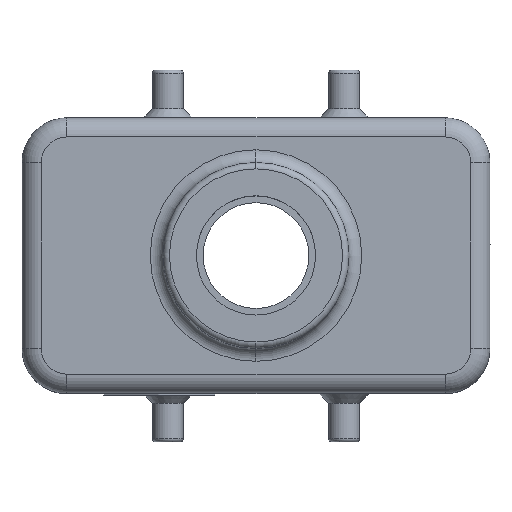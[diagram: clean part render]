
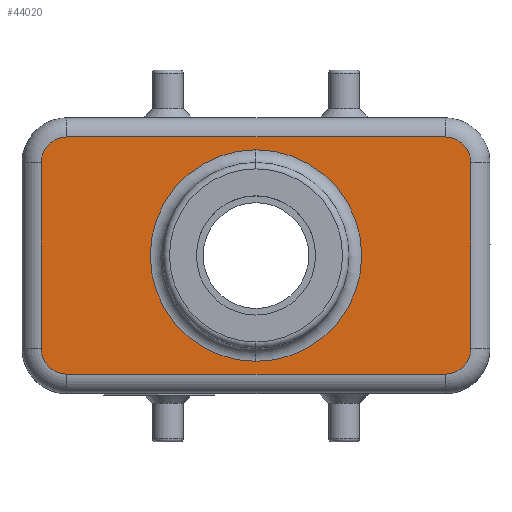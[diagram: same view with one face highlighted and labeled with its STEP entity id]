
A CAD part, top view. The second image highlights one B-rep face of the part: STEP entity #44020.
In plain terms, the highlighted planar face has unit normal (0, 0, 1).
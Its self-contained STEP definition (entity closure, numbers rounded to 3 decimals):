
#1050=CARTESIAN_POINT('',(-29.5,-18.5,45.));
#1060=VERTEX_POINT('',#1050);
#1110=CARTESIAN_POINT('',(0.,-18.5,45.));
#1120=DIRECTION('',(1.,0.,0.));
#1130=VECTOR('',#1120,1.);
#1140=LINE('',#1110,#1130);
#1150=CARTESIAN_POINT('',(29.5,-18.5,45.));
#1160=VERTEX_POINT('',#1150);
#1170=EDGE_CURVE('',#1060,#1160,#1140,.T.);
#10010=CARTESIAN_POINT('',(-29.5,18.5,45.));
#10020=VERTEX_POINT('',#10010);
#10050=CARTESIAN_POINT('',(-29.5,14.5,45.));
#10060=DIRECTION('',(0.,0.,-1.));
#10070=DIRECTION('',(1.,0.,0.));
#10080=AXIS2_PLACEMENT_3D('',#10050,#10060,#10070);
#10090=CIRCLE('',#10080,4.);
#10100=CARTESIAN_POINT('',(-33.5,14.5,45.));
#10110=VERTEX_POINT('',#10100);
#10120=EDGE_CURVE('',#10110,#10020,#10090,.T.);
#14360=CARTESIAN_POINT('',(33.5,-14.5,45.));
#14370=VERTEX_POINT('',#14360);
#14480=CARTESIAN_POINT('',(29.5,-14.5,45.));
#14490=DIRECTION('',(0.,0.,-1.));
#14500=DIRECTION('',(-1.,0.,0.));
#14510=AXIS2_PLACEMENT_3D('',#14480,#14490,#14500);
#14520=CIRCLE('',#14510,4.);
#14530=EDGE_CURVE('',#14370,#1160,#14520,.T.);
#17030=CARTESIAN_POINT('',(33.5,0.,45.));
#17040=DIRECTION('',(0.,-1.,0.));
#17050=VECTOR('',#17040,1.);
#17060=LINE('',#17030,#17050);
#17070=CARTESIAN_POINT('',(33.5,14.5,45.));
#17080=VERTEX_POINT('',#17070);
#17090=EDGE_CURVE('',#17080,#14370,#17060,.T.);
#20980=CARTESIAN_POINT('',(-33.5,-14.5,45.));
#20990=VERTEX_POINT('',#20980);
#21020=CARTESIAN_POINT('',(-29.5,-14.5,45.));
#21030=DIRECTION('',(0.,0.,1.));
#21040=DIRECTION('',(1.,0.,0.));
#21050=AXIS2_PLACEMENT_3D('',#21020,#21030,#21040);
#21060=CIRCLE('',#21050,4.);
#21070=EDGE_CURVE('',#20990,#1060,#21060,.T.);
#22270=CARTESIAN_POINT('',(-33.5,0.,45.));
#22280=DIRECTION('',(0.,-1.,0.));
#22290=VECTOR('',#22280,1.);
#22300=LINE('',#22270,#22290);
#22310=EDGE_CURVE('',#10110,#20990,#22300,.T.);
#36440=CARTESIAN_POINT('',(0.,0.,45.));
#36450=DIRECTION('',(0.,0.,-1.));
#36460=DIRECTION('',(0.,-1.,0.));
#36470=AXIS2_PLACEMENT_3D('',#36440,#36450,#36460);
#36480=CIRCLE('',#36470,16.5);
#36490=CARTESIAN_POINT('',(-16.5,0.,45.));
#36500=VERTEX_POINT('',#36490);
#36510=CARTESIAN_POINT('',(0.,16.5,45.));
#36520=VERTEX_POINT('',#36510);
#36530=EDGE_CURVE('',#36500,#36520,#36480,.T.);
#36780=CARTESIAN_POINT('',(0.,-16.5,45.));
#36790=VERTEX_POINT('',#36780);
#36820=EDGE_CURVE('',#36790,#36500,#36480,.T.);
#43680=CARTESIAN_POINT('',(36.5,0.,45.));
#43690=DIRECTION('',(0.,0.,1.));
#43700=DIRECTION('',(1.,0.,0.));
#43710=AXIS2_PLACEMENT_3D('',#43680,#43690,#43700);
#43720=PLANE('',#43710);
#43730=EDGE_CURVE('',#36520,#36790,#36480,.T.);
#43740=ORIENTED_EDGE('',*,*,#43730,.T.);
#43750=ORIENTED_EDGE('',*,*,#36530,.T.);
#43760=ORIENTED_EDGE('',*,*,#36820,.T.);
#43770=EDGE_LOOP('',(#43760,#43750,#43740));
#43780=FACE_BOUND('',#43770,.T.);
#43790=ORIENTED_EDGE('',*,*,#10120,.F.);
#43800=CARTESIAN_POINT('',(0.,18.5,45.));
#43810=DIRECTION('',(1.,0.,0.));
#43820=VECTOR('',#43810,1.);
#43830=LINE('',#43800,#43820);
#43840=CARTESIAN_POINT('',(29.5,18.5,45.));
#43850=VERTEX_POINT('',#43840);
#43860=EDGE_CURVE('',#10020,#43850,#43830,.T.);
#43870=ORIENTED_EDGE('',*,*,#43860,.F.);
#43880=CARTESIAN_POINT('',(29.5,14.5,45.));
#43890=DIRECTION('',(0.,0.,1.));
#43900=DIRECTION('',(-1.,0.,0.));
#43910=AXIS2_PLACEMENT_3D('',#43880,#43890,#43900);
#43920=CIRCLE('',#43910,4.);
#43930=EDGE_CURVE('',#17080,#43850,#43920,.T.);
#43940=ORIENTED_EDGE('',*,*,#43930,.T.);
#43950=ORIENTED_EDGE('',*,*,#17090,.F.);
#43960=ORIENTED_EDGE('',*,*,#14530,.F.);
#43970=ORIENTED_EDGE('',*,*,#1170,.T.);
#43980=ORIENTED_EDGE('',*,*,#21070,.T.);
#43990=ORIENTED_EDGE('',*,*,#22310,.T.);
#44000=EDGE_LOOP('',(#43990,#43980,#43970,#43960,#43950,#43940,#43870,
#43790));
#44010=FACE_OUTER_BOUND('',#44000,.T.);
#44020=ADVANCED_FACE('',(#43780,#44010),#43720,.T.);
